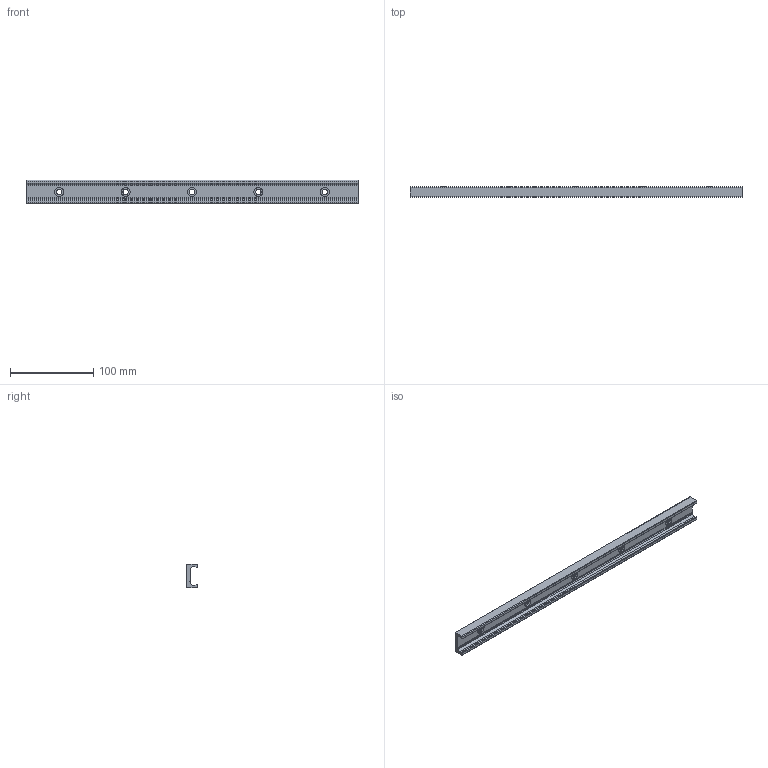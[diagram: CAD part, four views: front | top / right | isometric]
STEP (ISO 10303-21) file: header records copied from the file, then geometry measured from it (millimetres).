
FILE_DESCRIPTION((''),'2;1');
FILE_NAME('LCX 28H-0400.C.stp','2016-04-28T08:14:50',('MRathmann'),(''),'Autodesk Inventor 2012','Autodesk Inventor 2012','');
FILE_SCHEMA(('CONFIG_CONTROL_DESIGN'));
Length unit declared in the file: millimetre
Products named in the file (1): LCX 28H-0400.C
Bounding box: 400 x 12.3 x 28 mm (x, y, z)
Volume: 64676.1 mm3; surface area: 39047.5 mm2
Topology: 1 solids, 1 shells, 39 faces, 101 edges, 69 vertices
Faces by surface type: cylinder 21, plane 18
Full cylindrical faces by diameter (mm): 6.4 x5, 11 x5
Entity records: 1168 total; most frequent: DIRECTION 208, CARTESIAN_POINT 190, ORIENTED_EDGE 172, EDGE_CURVE 86, AXIS2_PLACEMENT_3D 82, VERTEX_POINT 64, EDGE_LOOP 64, VECTOR 44
